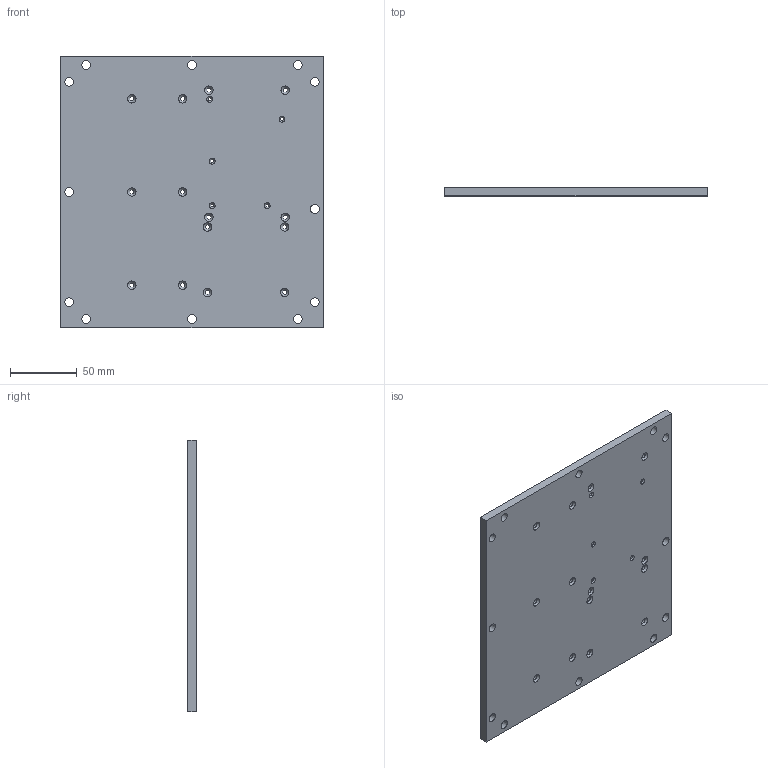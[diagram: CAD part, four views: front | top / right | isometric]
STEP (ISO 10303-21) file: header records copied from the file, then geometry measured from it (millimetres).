
FILE_DESCRIPTION(/* description */ (''),/* implementation_level */ '2;1');
FILE_NAME(/* name */ 'SSL Base Plate.stp',/* time_stamp */ '2018-07-31T12:51:10-07:00',/* author */ ('MJ'),/* organization */ (''),/* preprocessor_version */ 'ST-DEVELOPER v16.13',/* originating_system */ 'Autodesk Inventor 2018',/* authorisation */ '');
FILE_SCHEMA (('AUTOMOTIVE_DESIGN { 1 0 10303 214 3 1 1 }'));
Length unit declared in the file: inch
Products named in the file (1): SSL Base Plate
Bounding box: 196.85 x 6.35 x 203.2 mm (x, y, z)
Volume: 250249.7 mm3; surface area: 86627.8 mm2
Topology: 1 solids, 1 shells, 56 faces, 174 edges, 120 vertices
Faces by surface type: cylinder 31, cone 19, plane 6
Full cylindrical faces by diameter (mm): 2.438 x5, 3.404 x14, 6.528 x11, 6.756 x1
Entity records: 1679 total; most frequent: DIRECTION 288, CARTESIAN_POINT 239, ORIENTED_EDGE 186, EDGE_LOOP 168, AXIS2_PLACEMENT_3D 138, FACE_BOUND 112, EDGE_CURVE 93, VERTEX_POINT 89
